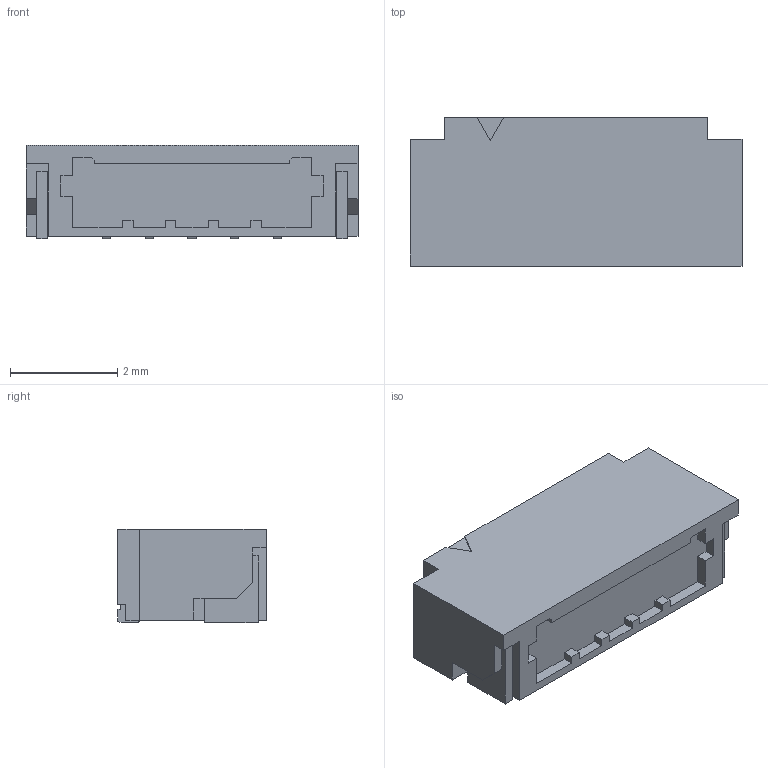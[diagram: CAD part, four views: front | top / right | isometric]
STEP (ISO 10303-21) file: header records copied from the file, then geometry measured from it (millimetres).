
FILE_DESCRIPTION(('CoCreate Modeling STEP Export'),'2;1');
FILE_NAME('DF52-5S-0.8H.stp','2014-11-27T18:08:31',(''),(''),'CoCreate Modeling STEP processor for AP214 (Solid Model)','CoCreate Modeling 17.0 01-Apr-2010 (C) Parametric Technology GmbH','');
FILE_SCHEMA(('AUTOMOTIVE_DESIGN { 1 0 10303 214 1 1 1 1 }'));
Length unit declared in the file: millimetre
Products named in the file (1): DF52-5S-0.8H
Bounding box: 6.2 x 2.77 x 1.75 mm (x, y, z)
Volume: 26.4 mm3; surface area: 70.4 mm2
Topology: 1 solids, 1 shells, 137 faces, 402 edges, 268 vertices
Faces by surface type: plane 130, cylinder 7
Entity records: 4436 total; most frequent: ORIENTED_EDGE 804, CARTESIAN_POINT 795, DIRECTION 675, EDGE_CURVE 402, VECTOR 379, LINE 379, VERTEX_POINT 268, AXIS2_PLACEMENT_3D 148
